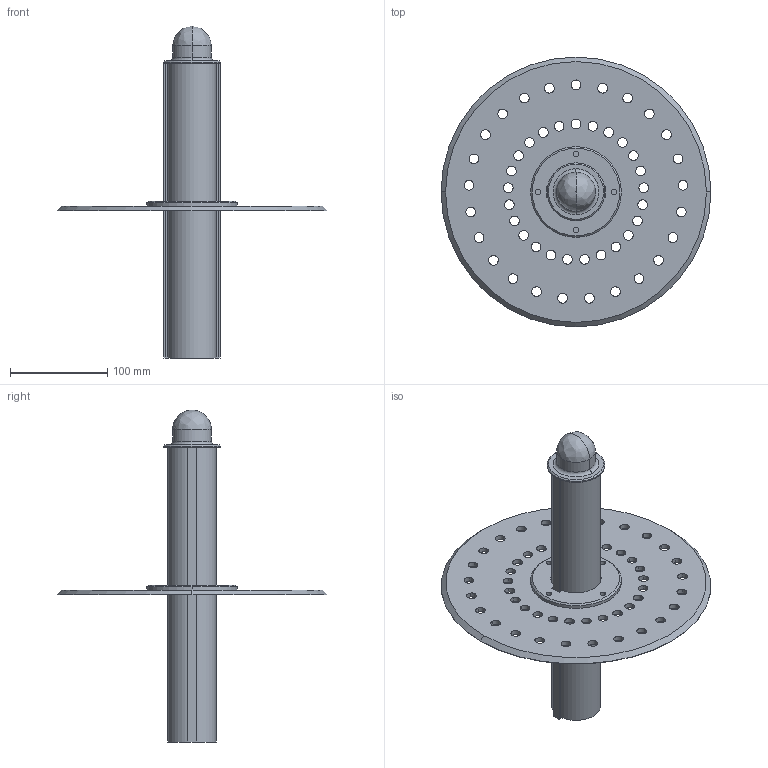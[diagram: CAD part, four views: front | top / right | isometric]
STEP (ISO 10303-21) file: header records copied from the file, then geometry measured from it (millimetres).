
FILE_DESCRIPTION((''),'2;1');
FILE_NAME('A_ASM','2023-09-12T19:14:38',('ermal'),(''),'CREO PARAMETRIC BY PTC INC, 2016390','CREO PARAMETRIC BY PTC INC, 2016390','');
FILE_SCHEMA(('CONFIG_CONTROL_DESIGN'));
Length unit declared in the file: millimetre
Products named in the file (6): A; PIPE; COVER-HOLDER; LIGHT; AIRPOCKET; A_ASM
Assembly tree (5 placements, depth 2):
  A_ASM
    A
    PIPE
    COVER-HOLDER
    LIGHT
    AIRPOCKET
Bounding box: 278.25 x 278.25 x 342.26 mm (x, y, z)
Volume: 412167.8 mm3; surface area: 252522.2 mm2
Topology: 3 solids, 5 shells, 180 faces, 494 edges, 324 vertices
Faces by surface type: cylinder 126, plane 38, cone 8, bspline 4, torus 4
Entity records: 6315 total; most frequent: DIRECTION 1144, CARTESIAN_POINT 1117, ORIENTED_EDGE 986, EDGE_CURVE 494, AXIS2_PLACEMENT_3D 463, VERTEX_POINT 324, EDGE_LOOP 295, CIRCLE 276
